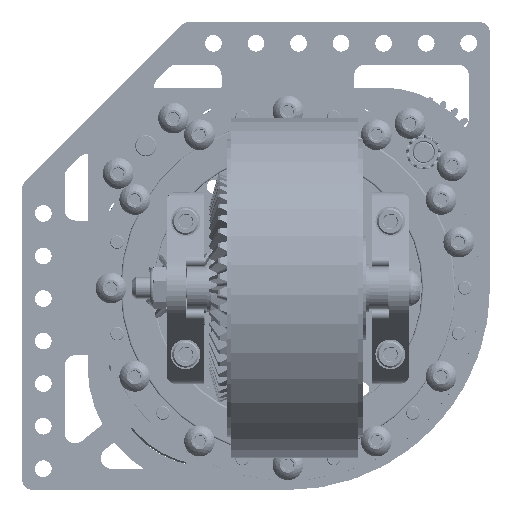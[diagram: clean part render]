
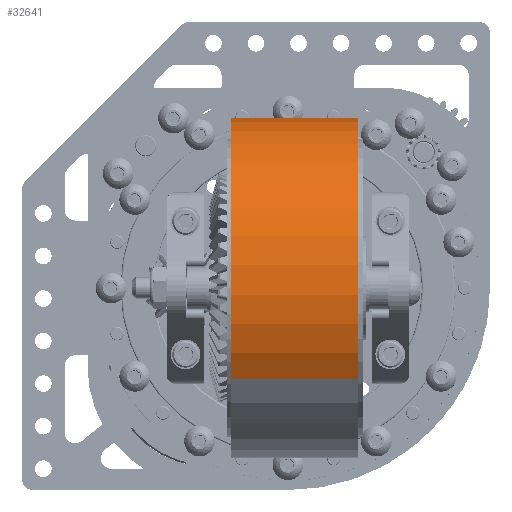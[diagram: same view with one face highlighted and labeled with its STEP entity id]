
A CAD part, front view. The second image highlights one B-rep face of the part: STEP entity #32641.
In plain terms, the highlighted cylindrical face has radius 50.8 mm (diameter 101.6 mm), a partial arc.
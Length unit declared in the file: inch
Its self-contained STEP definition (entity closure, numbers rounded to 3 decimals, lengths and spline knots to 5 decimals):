
#2379 = DIRECTION ( 'NONE',  ( 0., 0., -1. ) ) ;
#5479 = AXIS2_PLACEMENT_3D ( 'NONE', #189396, #87376, #2379 ) ;
#17329 = CARTESIAN_POINT ( 'NONE',  ( -0.75, 0., 2. ) ) ;
#22824 = ORIENTED_EDGE ( 'NONE', *, *, #165954, .F. ) ;
#25715 = DIRECTION ( 'NONE',  ( 1., 0., 0. ) ) ;
#28806 = CIRCLE ( 'NONE', #198849, 2. ) ;
#32641 = ADVANCED_FACE ( 'NONE', ( #139483 ), #203396, .T. ) ;
#41444 = EDGE_CURVE ( 'NONE', #148351, #141601, #160604, .T. ) ;
#44348 = VECTOR ( 'NONE', #76558, 39.37008 ) ;
#59338 = CARTESIAN_POINT ( 'NONE',  ( -0.75, 0., -2. ) ) ;
#68277 = DIRECTION ( 'NONE',  ( -1., 0., 0. ) ) ;
#69709 = DIRECTION ( 'NONE',  ( -1., 0., 0. ) ) ;
#76558 = DIRECTION ( 'NONE',  ( -1., 0., 0. ) ) ;
#84277 = LINE ( 'NONE', #179214, #44348 ) ;
#85589 = CARTESIAN_POINT ( 'NONE',  ( 0.75, 0., 2. ) ) ;
#87376 = DIRECTION ( 'NONE',  ( 1., 0., 0. ) ) ;
#90575 = EDGE_CURVE ( 'NONE', #185562, #148351, #84277, .T. ) ;
#92486 = AXIS2_PLACEMENT_3D ( 'NONE', #205225, #68277, #220919 ) ;
#102414 = CARTESIAN_POINT ( 'NONE',  ( 0.75, 0., -2. ) ) ;
#122671 = EDGE_LOOP ( 'NONE', ( #22824, #142284, #132320, #163243 ) ) ;
#126313 = CARTESIAN_POINT ( 'NONE',  ( 0.75, 0., -2. ) ) ;
#132320 = ORIENTED_EDGE ( 'NONE', *, *, #90575, .T. ) ;
#134901 = EDGE_CURVE ( 'NONE', #185562, #212246, #28806, .T. ) ;
#139483 = FACE_OUTER_BOUND ( 'NONE', #122671, .T. ) ;
#141601 = VERTEX_POINT ( 'NONE', #59338 ) ;
#142284 = ORIENTED_EDGE ( 'NONE', *, *, #134901, .F. ) ;
#148351 = VERTEX_POINT ( 'NONE', #17329 ) ;
#160604 = CIRCLE ( 'NONE', #5479, 2. ) ;
#163243 = ORIENTED_EDGE ( 'NONE', *, *, #41444, .T. ) ;
#165954 = EDGE_CURVE ( 'NONE', #212246, #141601, #206207, .T. ) ;
#179214 = CARTESIAN_POINT ( 'NONE',  ( 0.75, 0., 2. ) ) ;
#181361 = DIRECTION ( 'NONE',  ( 0., 0., -1. ) ) ;
#185562 = VERTEX_POINT ( 'NONE', #85589 ) ;
#189396 = CARTESIAN_POINT ( 'NONE',  ( -0.75, 0., 0. ) ) ;
#196287 = CARTESIAN_POINT ( 'NONE',  ( 0.75, 0., 0. ) ) ;
#198849 = AXIS2_PLACEMENT_3D ( 'NONE', #196287, #25715, #181361 ) ;
#200902 = VECTOR ( 'NONE', #69709, 39.37008 ) ;
#203396 = CYLINDRICAL_SURFACE ( 'NONE', #92486, 2. ) ;
#205225 = CARTESIAN_POINT ( 'NONE',  ( 0.75, 0., 0. ) ) ;
#206207 = LINE ( 'NONE', #102414, #200902 ) ;
#212246 = VERTEX_POINT ( 'NONE', #126313 ) ;
#220919 = DIRECTION ( 'NONE',  ( 0., 0., 1. ) ) ;
